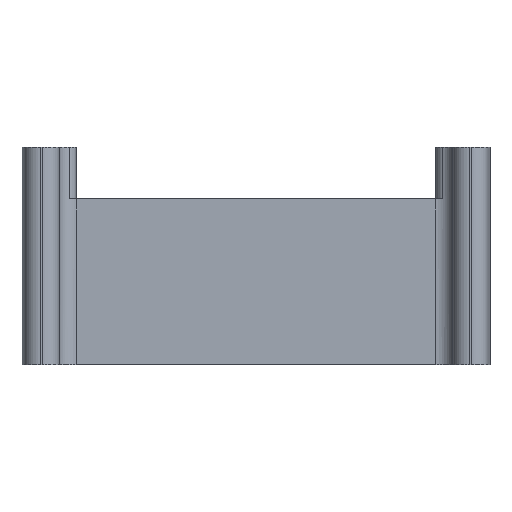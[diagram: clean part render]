
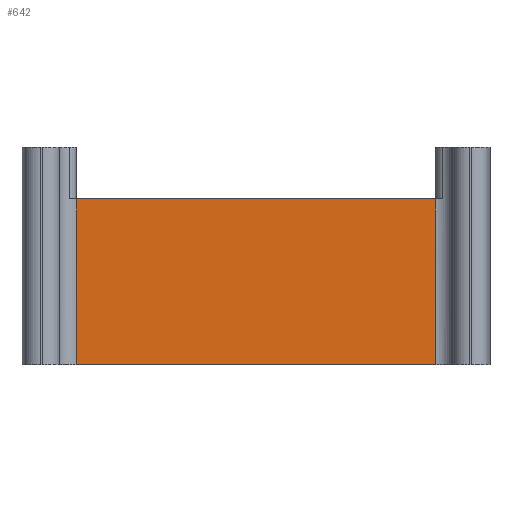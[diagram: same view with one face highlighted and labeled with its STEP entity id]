
A CAD part, top view. The second image highlights one B-rep face of the part: STEP entity #642.
In plain terms, the highlighted planar face has unit normal (0, 0, 1).
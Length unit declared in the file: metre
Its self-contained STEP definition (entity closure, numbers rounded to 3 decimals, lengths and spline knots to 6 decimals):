
#166=ORIENTED_EDGE('',*,*,#271,.F.);
#167=ORIENTED_EDGE('',*,*,#325,.T.);
#168=ORIENTED_EDGE('',*,*,#261,.F.);
#169=ORIENTED_EDGE('',*,*,#322,.F.);
#261=EDGE_CURVE('',#357,#358,#417,.T.);
#271=EDGE_CURVE('',#367,#368,#421,.T.);
#322=EDGE_CURVE('',#368,#357,#457,.T.);
#325=EDGE_CURVE('',#367,#358,#459,.T.);
#357=VERTEX_POINT('',#955);
#358=VERTEX_POINT('',#957);
#367=VERTEX_POINT('',#976);
#368=VERTEX_POINT('',#978);
#417=LINE('',#956,#479);
#421=LINE('',#977,#483);
#457=LINE('',#1078,#519);
#459=LINE('',#1083,#521);
#479=VECTOR('',#754,1.);
#483=VECTOR('',#772,1.);
#519=VECTOR('',#870,1.);
#521=VECTOR('',#876,1.);
#556=EDGE_LOOP('',(#166,#167,#168,#169));
#590=FACE_BOUND('',#556,.T.);
#616=PLANE('',#715);
#642=ADVANCED_FACE('',(#590),#616,.T.);
#715=AXIS2_PLACEMENT_3D('',#1082,#874,#875);
#754=DIRECTION('',(1.,0.,0.));
#772=DIRECTION('',(-1.,0.,0.));
#870=DIRECTION('',(0.,1.,0.));
#874=DIRECTION('',(0.,0.,1.));
#875=DIRECTION('',(1.,0.,0.));
#876=DIRECTION('',(0.,1.,0.));
#955=CARTESIAN_POINT('',(-0.0315,-0.189307,0.0043));
#956=CARTESIAN_POINT('',(0.0005,-0.189307,0.0043));
#957=CARTESIAN_POINT('',(0.0325,-0.189307,0.0043));
#976=CARTESIAN_POINT('',(0.0325,-0.218806,0.0043));
#977=CARTESIAN_POINT('',(0.0005,-0.218806,0.0043));
#978=CARTESIAN_POINT('',(-0.0315,-0.218806,0.0043));
#1078=CARTESIAN_POINT('',(-0.0315,-0.218808,0.0043));
#1082=CARTESIAN_POINT('',(0.0005,-0.218808,0.0043));
#1083=CARTESIAN_POINT('',(0.0325,-0.218808,0.0043));
